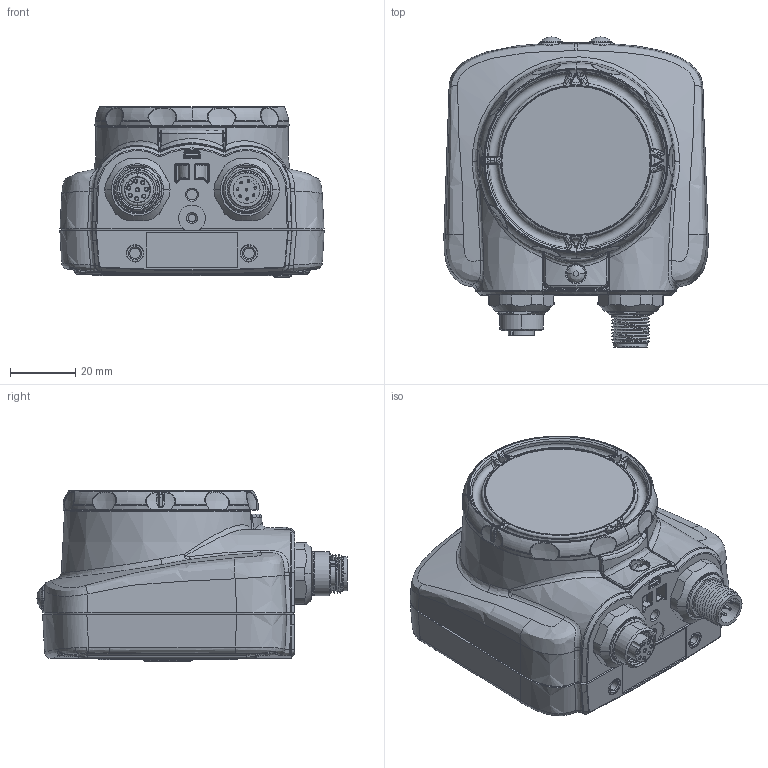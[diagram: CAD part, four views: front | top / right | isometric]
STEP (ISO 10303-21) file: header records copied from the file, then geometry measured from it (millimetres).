
FILE_DESCRIPTION((''),'2;1');
FILE_NAME('143907_SM01_ASM','2025-06-26T09:46:20',('banengservice'),('BANNER ENGINEERING'),'CREO PARAMETRIC BY PTC INC, 2022414','CREO PARAMETRIC BY PTC INC, 2022414','');
FILE_SCHEMA(('CONFIG_CONTROL_DESIGN'));
Products named in the file (2): 143907_EP01; 143907_SM01_ASM
Assembly tree (1 placements, depth 2):
  143907_SM01_ASM
    143907_EP01
Bounding box: 81.17 x 95.25 x 52.35 mm (x, y, z)
Volume: 232743.6 mm3; surface area: 33423.5 mm2
Topology: 1 solids, 1 shells, 1436 faces, 3530 edges, 2122 vertices
Faces by surface type: bspline 476, cylinder 341, plane 255, torus 173, cone 156, sphere 33, revolution 2
Entity records: 79808 total; most frequent: CARTESIAN_POINT 49157, ORIENTED_EDGE 7048, DIRECTION 5653, EDGE_CURVE 3524, AXIS2_PLACEMENT_3D 2399, VERTEX_POINT 2122, EDGE_LOOP 1508, CIRCLE 1438
